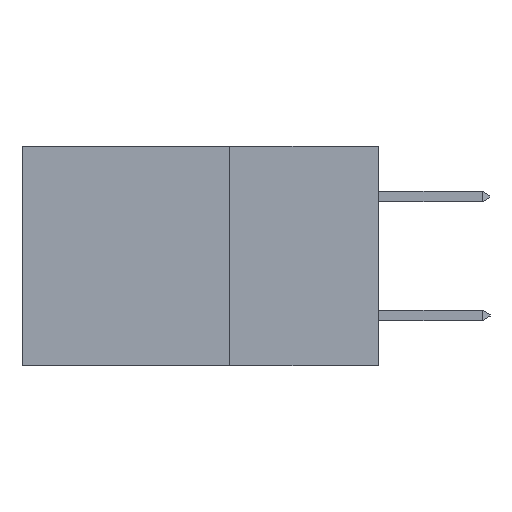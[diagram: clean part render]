
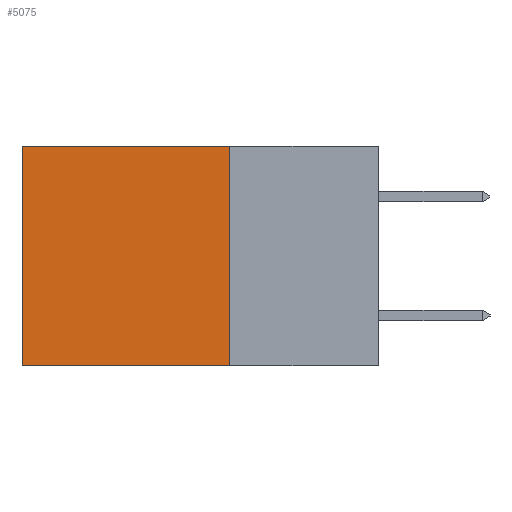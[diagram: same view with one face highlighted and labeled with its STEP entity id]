
A CAD part, left-side view. The second image highlights one B-rep face of the part: STEP entity #5075.
In plain terms, the highlighted planar face has unit normal (-1, 0, 0).
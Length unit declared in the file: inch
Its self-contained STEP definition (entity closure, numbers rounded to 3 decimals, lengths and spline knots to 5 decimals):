
#596 = ORIENTED_EDGE ( 'NONE', *, *, #10553, .F. ) ;
#914 = LINE ( 'NONE', #10906, #4589 ) ;
#1021 = CARTESIAN_POINT ( 'NONE',  ( 0.2615, 0.6, -0.37 ) ) ;
#1497 = ORIENTED_EDGE ( 'NONE', *, *, #7451, .T. ) ;
#1644 = CARTESIAN_POINT ( 'NONE',  ( 0.2615, 0.25, -0.37 ) ) ;
#2044 = EDGE_CURVE ( 'NONE', #8203, #2454, #6407, .T. ) ;
#2354 = EDGE_LOOP ( 'NONE', ( #13442, #2675, #596, #1497 ) ) ;
#2454 = VERTEX_POINT ( 'NONE', #1021 ) ;
#2675 = ORIENTED_EDGE ( 'NONE', *, *, #2044, .F. ) ;
#2990 = FACE_OUTER_BOUND ( 'NONE', #2354, .T. ) ;
#3058 = CARTESIAN_POINT ( 'NONE',  ( 0.2615, 0.6, 0. ) ) ;
#4589 = VECTOR ( 'NONE', #8189, 39.37008 ) ;
#4664 = VECTOR ( 'NONE', #10547, 39.37008 ) ;
#5075 = ADVANCED_FACE ( 'NONE', ( #2990 ), #11222, .F. ) ;
#5635 = VECTOR ( 'NONE', #12814, 39.37008 ) ;
#6407 = LINE ( 'NONE', #11730, #11947 ) ;
#6536 = VERTEX_POINT ( 'NONE', #3058 ) ;
#6643 = CARTESIAN_POINT ( 'NONE',  ( 0.2615, 0.25, -0.37 ) ) ;
#7450 = CARTESIAN_POINT ( 'NONE',  ( 0.2615, 0.6, -0.37 ) ) ;
#7451 = EDGE_CURVE ( 'NONE', #13712, #6536, #914, .T. ) ;
#7676 = LINE ( 'NONE', #7450, #4664 ) ;
#8057 = AXIS2_PLACEMENT_3D ( 'NONE', #11218, #11200, #9760 ) ;
#8189 = DIRECTION ( 'NONE',  ( 0., 1., 0. ) ) ;
#8203 = VERTEX_POINT ( 'NONE', #1644 ) ;
#9760 = DIRECTION ( 'NONE',  ( 0., 0., -1. ) ) ;
#10547 = DIRECTION ( 'NONE',  ( 0., 0., -1. ) ) ;
#10553 = EDGE_CURVE ( 'NONE', #13712, #8203, #10936, .T. ) ;
#10906 = CARTESIAN_POINT ( 'NONE',  ( 0.2615, 0.25, 0. ) ) ;
#10936 = LINE ( 'NONE', #6643, #5635 ) ;
#11200 = DIRECTION ( 'NONE',  ( 1., 0., 0. ) ) ;
#11218 = CARTESIAN_POINT ( 'NONE',  ( 0.2615, 0.25, -0.37 ) ) ;
#11222 = PLANE ( 'NONE',  #8057 ) ;
#11730 = CARTESIAN_POINT ( 'NONE',  ( 0.2615, 0.25, -0.37 ) ) ;
#11750 = DIRECTION ( 'NONE',  ( 0., 1., 0. ) ) ;
#11947 = VECTOR ( 'NONE', #11750, 39.37008 ) ;
#12256 = CARTESIAN_POINT ( 'NONE',  ( 0.2615, 0.25, 0. ) ) ;
#12580 = EDGE_CURVE ( 'NONE', #6536, #2454, #7676, .T. ) ;
#12814 = DIRECTION ( 'NONE',  ( 0., 0., -1. ) ) ;
#13442 = ORIENTED_EDGE ( 'NONE', *, *, #12580, .T. ) ;
#13712 = VERTEX_POINT ( 'NONE', #12256 ) ;
